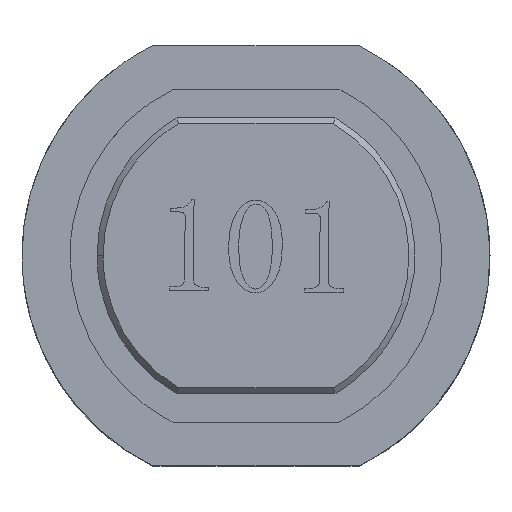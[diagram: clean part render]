
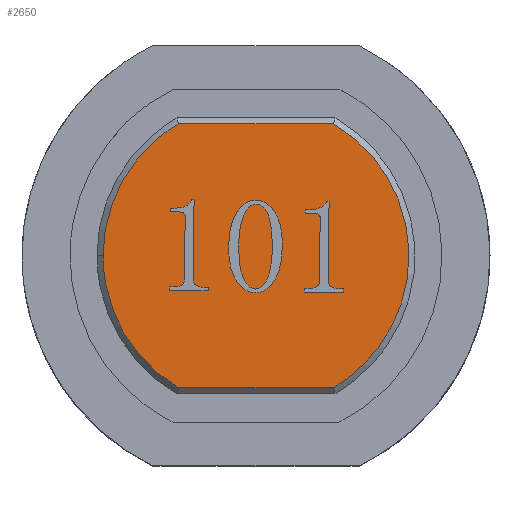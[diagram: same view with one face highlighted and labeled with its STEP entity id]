
A CAD part, top view. The second image highlights one B-rep face of the part: STEP entity #2650.
In plain terms, the highlighted free-form (B-spline) face has degree [1, 1] with [2, 2] control points.
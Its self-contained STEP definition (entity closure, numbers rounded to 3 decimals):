
#336 = EDGE_CURVE('',#337,#339,#341,.T.);
#337 = VERTEX_POINT('',#338);
#338 = CARTESIAN_POINT('',(-1.381,-2.357,
    5.356));
#339 = VERTEX_POINT('',#340);
#340 = CARTESIAN_POINT('',(-2.732,0.,5.356));
#341 = ( BOUNDED_CURVE() B_SPLINE_CURVE(2,(#342,#343,#344),
.UNSPECIFIED.,.F.,.F.) B_SPLINE_CURVE_WITH_KNOTS((3,3),(5.243,
6.283),.PIECEWISE_BEZIER_KNOTS.) CURVE() 
GEOMETRIC_REPRESENTATION_ITEM() RATIONAL_B_SPLINE_CURVE((1.,
0.868,1.)) REPRESENTATION_ITEM('') );
#342 = CARTESIAN_POINT('',(-1.381,-2.357,
    5.356));
#343 = CARTESIAN_POINT('',(-2.732,-1.565,5.356
    ));
#344 = CARTESIAN_POINT('',(-2.732,0.,
    5.356));
#2650 = ADVANCED_FACE('',(#2651),#2682,.T.);
#2651 = FACE_BOUND('',#2652,.T.);
#2652 = EDGE_LOOP('',(#2653,#2654,#2661,#2669,#2676));
#2653 = ORIENTED_EDGE('',*,*,#336,.F.);
#2654 = ORIENTED_EDGE('',*,*,#2655,.T.);
#2655 = EDGE_CURVE('',#337,#2656,#2658,.T.);
#2656 = VERTEX_POINT('',#2657);
#2657 = CARTESIAN_POINT('',(1.381,-2.357,
    5.356));
#2658 = B_SPLINE_CURVE_WITH_KNOTS('',1,(#2659,#2660),.UNSPECIFIED.,.F.,
  .F.,(2,2),(1.411,3.989),.PIECEWISE_BEZIER_KNOTS.);
#2659 = CARTESIAN_POINT('',(-1.381,-2.357,
    5.356));
#2660 = CARTESIAN_POINT('',(1.381,-2.357,
    5.356));
#2661 = ORIENTED_EDGE('',*,*,#2662,.F.);
#2662 = EDGE_CURVE('',#2663,#2656,#2665,.T.);
#2663 = VERTEX_POINT('',#2664);
#2664 = CARTESIAN_POINT('',(1.381,2.357,5.356
    ));
#2665 = ( BOUNDED_CURVE() B_SPLINE_CURVE(2,(#2666,#2667,#2668),
.UNSPECIFIED.,.F.,.F.) B_SPLINE_CURVE_WITH_KNOTS((3,3),(2.101,
4.182),.PIECEWISE_BEZIER_KNOTS.) CURVE() 
GEOMETRIC_REPRESENTATION_ITEM() RATIONAL_B_SPLINE_CURVE((1.,
0.506,1.)) REPRESENTATION_ITEM('') );
#2666 = CARTESIAN_POINT('',(1.381,2.357,5.356
    ));
#2667 = CARTESIAN_POINT('',(5.403,0.,
    5.356));
#2668 = CARTESIAN_POINT('',(1.381,-2.357,
    5.356));
#2669 = ORIENTED_EDGE('',*,*,#2670,.F.);
#2670 = EDGE_CURVE('',#2671,#2663,#2673,.T.);
#2671 = VERTEX_POINT('',#2672);
#2672 = CARTESIAN_POINT('',(-1.381,2.357,
    5.356));
#2673 = B_SPLINE_CURVE_WITH_KNOTS('',1,(#2674,#2675),.UNSPECIFIED.,.F.,
  .F.,(2,2),(-12.901,-10.323),.PIECEWISE_BEZIER_KNOTS.);
#2674 = CARTESIAN_POINT('',(-1.381,2.357,
    5.356));
#2675 = CARTESIAN_POINT('',(1.381,2.357,5.356
    ));
#2676 = ORIENTED_EDGE('',*,*,#2677,.F.);
#2677 = EDGE_CURVE('',#339,#2671,#2678,.T.);
#2678 = ( BOUNDED_CURVE() B_SPLINE_CURVE(2,(#2679,#2680,#2681),
.UNSPECIFIED.,.F.,.F.) B_SPLINE_CURVE_WITH_KNOTS((3,3),(0.,
1.041),.PIECEWISE_BEZIER_KNOTS.) CURVE() 
GEOMETRIC_REPRESENTATION_ITEM() RATIONAL_B_SPLINE_CURVE((1.,
0.868,1.)) REPRESENTATION_ITEM('') );
#2679 = CARTESIAN_POINT('',(-2.732,0.,5.356));
#2680 = CARTESIAN_POINT('',(-2.732,1.565,5.356
    ));
#2681 = CARTESIAN_POINT('',(-1.381,2.357,
    5.356));
#2682 = B_SPLINE_SURFACE_WITH_KNOTS('',1,1,(
    (#2683,#2684)
    ,(#2685,#2686
    )),.UNSPECIFIED.,.F.,.F.,.F.,(2,2),(2,2),(0.15,
    5.25),(-2.2,2.2),.PIECEWISE_BEZIER_KNOTS.);
#2683 = CARTESIAN_POINT('',(-2.732,-2.357,
    5.356));
#2684 = CARTESIAN_POINT('',(-2.732,2.357,5.356
    ));
#2685 = CARTESIAN_POINT('',(2.732,-2.357,5.356
    ));
#2686 = CARTESIAN_POINT('',(2.732,2.357,5.356)
  );
